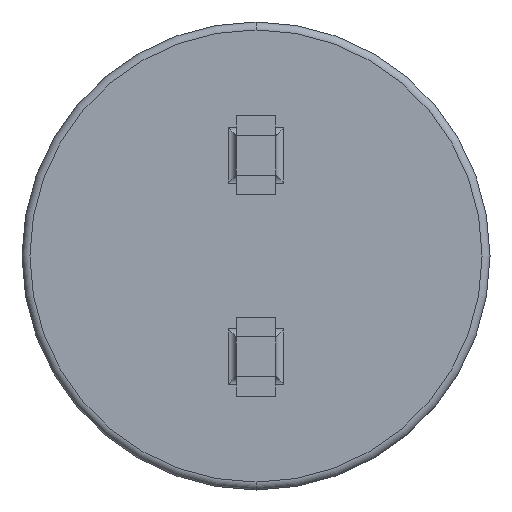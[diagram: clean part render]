
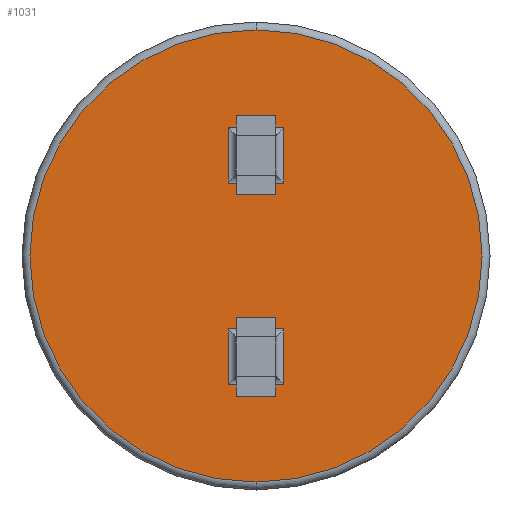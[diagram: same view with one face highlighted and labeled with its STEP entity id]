
A CAD part, front view. The second image highlights one B-rep face of the part: STEP entity #1031.
In plain terms, the highlighted planar face has unit normal (0, -1, 0).
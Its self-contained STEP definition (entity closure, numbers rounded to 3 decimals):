
#9 = LINE ( 'NONE', #4832, #3062 ) ;
#18 = CARTESIAN_POINT ( 'NONE',  ( 0.35, 4., -0.92 ) ) ;
#21 = CARTESIAN_POINT ( 'NONE',  ( 0.35, 4., 0.92 ) ) ;
#41 = VERTEX_POINT ( 'NONE', #4575 ) ;
#72 = EDGE_CURVE ( 'NONE', #3330, #1609, #3161, .T. ) ;
#174 = DIRECTION ( 'NONE',  ( 0., 0., -1. ) ) ;
#198 = EDGE_CURVE ( 'NONE', #3382, #454, #856, .T. ) ;
#246 = DIRECTION ( 'NONE',  ( 0., -1., 0. ) ) ;
#261 = CARTESIAN_POINT ( 'NONE',  ( -0.25, 4., -1.62 ) ) ;
#284 = CARTESIAN_POINT ( 'NONE',  ( 0.35, 4., -1.62 ) ) ;
#307 = LINE ( 'NONE', #2116, #3775 ) ;
#309 = FACE_BOUND ( 'NONE', #888, .T. ) ;
#353 = VECTOR ( 'NONE', #4460, 1000. ) ;
#392 = LINE ( 'NONE', #3996, #3220 ) ;
#435 = LINE ( 'NONE', #2756, #4389 ) ;
#454 = VERTEX_POINT ( 'NONE', #3041 ) ;
#507 = VECTOR ( 'NONE', #4909, 1000. ) ;
#583 = DIRECTION ( 'NONE',  ( 0., 0., -1. ) ) ;
#673 = CARTESIAN_POINT ( 'NONE',  ( -0.35, 4., -0.92 ) ) ;
#833 = CARTESIAN_POINT ( 'NONE',  ( -0.35, 4., 1.62 ) ) ;
#856 = CIRCLE ( 'NONE', #2423, 2.85 ) ;
#888 = EDGE_LOOP ( 'NONE', ( #4407, #3182, #1891, #3391 ) ) ;
#981 = EDGE_CURVE ( 'NONE', #454, #3382, #1854, .T. ) ;
#1031 = ADVANCED_FACE ( 'NONE', ( #2220, #309, #4260 ), #2093, .T. ) ;
#1110 = CARTESIAN_POINT ( 'NONE',  ( 0.25, 4., -0.92 ) ) ;
#1142 = CARTESIAN_POINT ( 'NONE',  ( 0., 4., 0. ) ) ;
#1203 = CARTESIAN_POINT ( 'NONE',  ( -0.35, 4., -1.62 ) ) ;
#1250 = ORIENTED_EDGE ( 'NONE', *, *, #3255, .T. ) ;
#1302 = ORIENTED_EDGE ( 'NONE', *, *, #198, .T. ) ;
#1373 = EDGE_CURVE ( 'NONE', #1609, #4715, #9, .T. ) ;
#1524 = EDGE_CURVE ( 'NONE', #4844, #41, #435, .T. ) ;
#1530 = DIRECTION ( 'NONE',  ( 0., -1., 0. ) ) ;
#1609 = VERTEX_POINT ( 'NONE', #1203 ) ;
#1614 = DIRECTION ( 'NONE',  ( 1., 0., 0. ) ) ;
#1843 = CARTESIAN_POINT ( 'NONE',  ( 0., 4., -2.85 ) ) ;
#1854 = CIRCLE ( 'NONE', #2947, 2.85 ) ;
#1879 = EDGE_LOOP ( 'NONE', ( #1302, #2163 ) ) ;
#1891 = ORIENTED_EDGE ( 'NONE', *, *, #1373, .T. ) ;
#1975 = EDGE_LOOP ( 'NONE', ( #3518, #1250, #3178, #3046 ) ) ;
#1983 = LINE ( 'NONE', #2378, #4017 ) ;
#2093 = PLANE ( 'NONE',  #4169 ) ;
#2116 = CARTESIAN_POINT ( 'NONE',  ( 0.35, 4., 0. ) ) ;
#2146 = VERTEX_POINT ( 'NONE', #4124 ) ;
#2163 = ORIENTED_EDGE ( 'NONE', *, *, #981, .T. ) ;
#2220 = FACE_BOUND ( 'NONE', #1975, .T. ) ;
#2378 = CARTESIAN_POINT ( 'NONE',  ( 0.25, 4., 1.62 ) ) ;
#2423 = AXIS2_PLACEMENT_3D ( 'NONE', #4414, #1530, #583 ) ;
#2459 = CARTESIAN_POINT ( 'NONE',  ( 0.35, 4., 0. ) ) ;
#2461 = DIRECTION ( 'NONE',  ( 0., 0., 1. ) ) ;
#2497 = DIRECTION ( 'NONE',  ( 0., 0., -1. ) ) ;
#2756 = CARTESIAN_POINT ( 'NONE',  ( -0.25, 4., 0.92 ) ) ;
#2875 = DIRECTION ( 'NONE',  ( 0., 0., 1. ) ) ;
#2890 = LINE ( 'NONE', #1110, #507 ) ;
#2947 = AXIS2_PLACEMENT_3D ( 'NONE', #1142, #246, #3594 ) ;
#3041 = CARTESIAN_POINT ( 'NONE',  ( 0., 4., 2.85 ) ) ;
#3046 = ORIENTED_EDGE ( 'NONE', *, *, #4510, .T. ) ;
#3062 = VECTOR ( 'NONE', #2875, 1000. ) ;
#3161 = LINE ( 'NONE', #261, #353 ) ;
#3178 = ORIENTED_EDGE ( 'NONE', *, *, #1524, .T. ) ;
#3182 = ORIENTED_EDGE ( 'NONE', *, *, #72, .T. ) ;
#3220 = VECTOR ( 'NONE', #2461, 1000. ) ;
#3235 = EDGE_CURVE ( 'NONE', #4123, #3330, #3444, .T. ) ;
#3255 = EDGE_CURVE ( 'NONE', #2146, #4844, #307, .T. ) ;
#3330 = VERTEX_POINT ( 'NONE', #284 ) ;
#3382 = VERTEX_POINT ( 'NONE', #1843 ) ;
#3391 = ORIENTED_EDGE ( 'NONE', *, *, #4033, .T. ) ;
#3444 = LINE ( 'NONE', #2459, #4234 ) ;
#3518 = ORIENTED_EDGE ( 'NONE', *, *, #4933, .T. ) ;
#3594 = DIRECTION ( 'NONE',  ( 0., 0., -1. ) ) ;
#3775 = VECTOR ( 'NONE', #2497, 1000. ) ;
#3996 = CARTESIAN_POINT ( 'NONE',  ( -0.35, 4., 1.52 ) ) ;
#4017 = VECTOR ( 'NONE', #1614, 1000. ) ;
#4033 = EDGE_CURVE ( 'NONE', #4715, #4123, #2890, .T. ) ;
#4114 = CARTESIAN_POINT ( 'NONE',  ( 0., 4., 0. ) ) ;
#4123 = VERTEX_POINT ( 'NONE', #18 ) ;
#4124 = CARTESIAN_POINT ( 'NONE',  ( 0.35, 4., 1.62 ) ) ;
#4169 = AXIS2_PLACEMENT_3D ( 'NONE', #4114, #4552, #4451 ) ;
#4234 = VECTOR ( 'NONE', #174, 1000. ) ;
#4252 = DIRECTION ( 'NONE',  ( -1., 0., 0. ) ) ;
#4260 = FACE_OUTER_BOUND ( 'NONE', #1879, .T. ) ;
#4389 = VECTOR ( 'NONE', #4252, 1000. ) ;
#4407 = ORIENTED_EDGE ( 'NONE', *, *, #3235, .T. ) ;
#4414 = CARTESIAN_POINT ( 'NONE',  ( 0., 4., 0. ) ) ;
#4451 = DIRECTION ( 'NONE',  ( 0., 0., -1. ) ) ;
#4460 = DIRECTION ( 'NONE',  ( -1., 0., 0. ) ) ;
#4510 = EDGE_CURVE ( 'NONE', #41, #4880, #392, .T. ) ;
#4552 = DIRECTION ( 'NONE',  ( 0., -1., 0. ) ) ;
#4575 = CARTESIAN_POINT ( 'NONE',  ( -0.35, 4., 0.92 ) ) ;
#4715 = VERTEX_POINT ( 'NONE', #673 ) ;
#4832 = CARTESIAN_POINT ( 'NONE',  ( -0.35, 4., -1.02 ) ) ;
#4844 = VERTEX_POINT ( 'NONE', #21 ) ;
#4880 = VERTEX_POINT ( 'NONE', #833 ) ;
#4909 = DIRECTION ( 'NONE',  ( 1., 0., 0. ) ) ;
#4933 = EDGE_CURVE ( 'NONE', #4880, #2146, #1983, .T. ) ;
